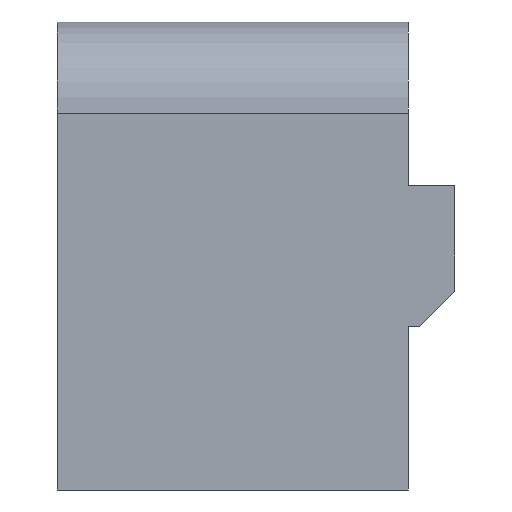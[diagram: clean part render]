
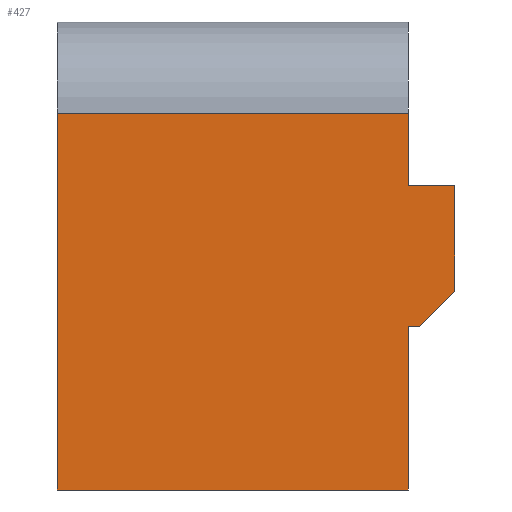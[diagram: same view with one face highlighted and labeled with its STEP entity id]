
A CAD part, left-side view. The second image highlights one B-rep face of the part: STEP entity #427.
In plain terms, the highlighted planar face has unit normal (-1, 0, 0).
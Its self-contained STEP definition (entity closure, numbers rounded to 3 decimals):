
#54=FACE_OUTER_BOUND('',#80,.T.);
#80=EDGE_LOOP('',(#368,#369,#370,#371,#372,#373,#374,#375,#376));
#87=LINE('',#595,#134);
#91=LINE('',#602,#138);
#117=LINE('',#707,#164);
#120=LINE('',#712,#167);
#122=LINE('',#717,#169);
#123=LINE('',#719,#170);
#128=LINE('',#731,#175);
#129=LINE('',#734,#176);
#130=LINE('',#735,#177);
#134=VECTOR('',#482,10.);
#138=VECTOR('',#488,10.);
#164=VECTOR('',#548,10.);
#167=VECTOR('',#551,10.);
#169=VECTOR('',#557,10.);
#170=VECTOR('',#560,10.);
#175=VECTOR('',#573,10.);
#176=VECTOR('',#576,10.);
#177=VECTOR('',#577,10.);
#181=VERTEX_POINT('',#592);
#182=VERTEX_POINT('',#594);
#184=VERTEX_POINT('',#600);
#209=VERTEX_POINT('',#704);
#210=VERTEX_POINT('',#706);
#211=VERTEX_POINT('',#709);
#212=VERTEX_POINT('',#711);
#216=VERTEX_POINT('',#729);
#217=VERTEX_POINT('',#733);
#220=EDGE_CURVE('',#181,#182,#87,.T.);
#224=EDGE_CURVE('',#184,#181,#91,.T.);
#258=EDGE_CURVE('',#209,#210,#117,.T.);
#261=EDGE_CURVE('',#211,#212,#120,.T.);
#264=EDGE_CURVE('',#210,#184,#122,.T.);
#265=EDGE_CURVE('',#211,#182,#123,.T.);
#271=EDGE_CURVE('',#209,#216,#128,.T.);
#272=EDGE_CURVE('',#217,#216,#129,.T.);
#273=EDGE_CURVE('',#212,#217,#130,.T.);
#368=ORIENTED_EDGE('',*,*,#220,.F.);
#369=ORIENTED_EDGE('',*,*,#224,.F.);
#370=ORIENTED_EDGE('',*,*,#264,.F.);
#371=ORIENTED_EDGE('',*,*,#258,.F.);
#372=ORIENTED_EDGE('',*,*,#271,.T.);
#373=ORIENTED_EDGE('',*,*,#272,.F.);
#374=ORIENTED_EDGE('',*,*,#273,.F.);
#375=ORIENTED_EDGE('',*,*,#261,.F.);
#376=ORIENTED_EDGE('',*,*,#265,.T.);
#406=PLANE('',#471);
#427=ADVANCED_FACE('',(#54),#406,.T.);
#471=AXIS2_PLACEMENT_3D('',#732,#574,#575);
#482=DIRECTION('',(0.,0.707,-0.707));
#488=DIRECTION('',(0.,0.,-1.));
#548=DIRECTION('',(0.,0.,-1.));
#551=DIRECTION('',(0.,0.,-1.));
#557=DIRECTION('',(0.,-1.,0.));
#560=DIRECTION('',(0.,-1.,0.));
#573=DIRECTION('',(0.,1.,0.));
#574=DIRECTION('center_axis',(-1.,0.,0.));
#575=DIRECTION('ref_axis',(0.,0.,1.));
#576=DIRECTION('',(0.,0.,1.));
#577=DIRECTION('',(0.,1.,0.));
#592=CARTESIAN_POINT('',(249.587,2.325,9.543));
#594=CARTESIAN_POINT('',(249.587,3.825,8.043));
#595=CARTESIAN_POINT('',(249.587,5.325,6.543));
#600=CARTESIAN_POINT('',(249.587,2.325,14.043));
#602=CARTESIAN_POINT('',(249.587,2.325,8.043));
#704=CARTESIAN_POINT('',(249.587,4.325,17.143));
#706=CARTESIAN_POINT('',(249.587,4.325,14.043));
#707=CARTESIAN_POINT('',(249.587,4.325,17.143));
#709=CARTESIAN_POINT('',(249.587,4.325,8.043));
#711=CARTESIAN_POINT('',(249.587,4.325,1.043));
#712=CARTESIAN_POINT('',(249.587,4.325,17.143));
#717=CARTESIAN_POINT('',(249.587,4.325,14.043));
#719=CARTESIAN_POINT('',(249.587,4.325,8.043));
#729=CARTESIAN_POINT('',(249.587,19.325,17.143));
#731=CARTESIAN_POINT('',(249.587,4.325,17.143));
#732=CARTESIAN_POINT('Origin',(249.587,4.325,1.043));
#733=CARTESIAN_POINT('',(249.587,19.325,1.043));
#734=CARTESIAN_POINT('',(249.587,19.325,17.143));
#735=CARTESIAN_POINT('',(249.587,4.325,1.043));
